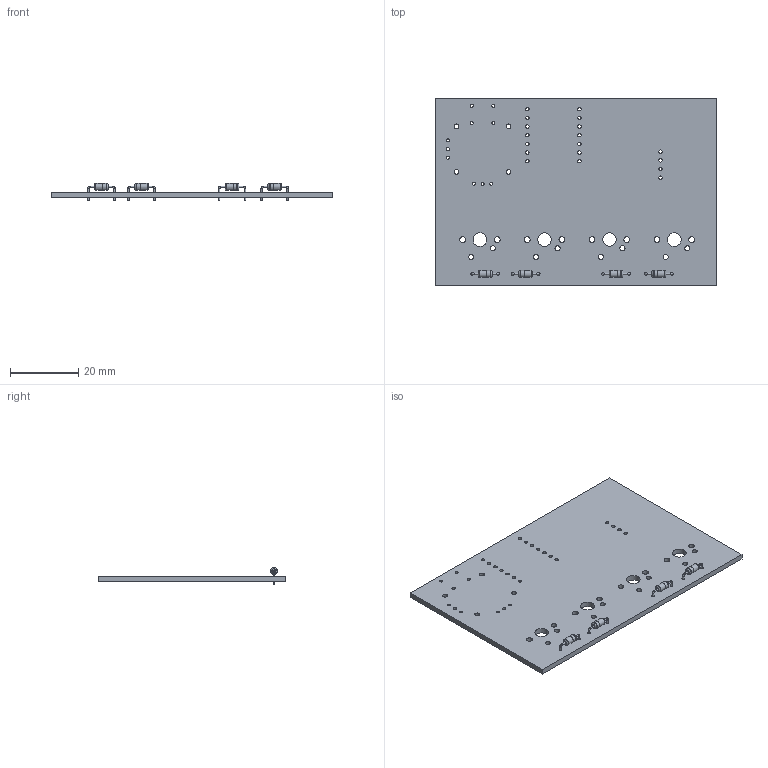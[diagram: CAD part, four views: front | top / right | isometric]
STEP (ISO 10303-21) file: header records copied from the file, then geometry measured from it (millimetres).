
FILE_DESCRIPTION(('KiCad electronic assembly'),'2;1');
FILE_NAME('rowanpad.step','2024-10-14T13:27:45',('Pcbnew'),('Kicad'), 'Open CASCADE STEP processor 7.8','KiCad to STEP converter','Unknown' );
FILE_SCHEMA(('AUTOMOTIVE_DESIGN { 1 0 10303 214 1 1 1 1 }'));
Length unit declared in the file: millimetre
Products named in the file (4): rowanpad 1; D_DO-35_SOD27_P7.62mm_Horizontal; rowanpad_PCB
Assembly tree (6 placements, depth 3):
  rowanpad 1
    D_DO-35_SOD27_P7.62mm_Horizontal  x4
      D_DO-35_SOD27_P7.62mm_Horizontal
    rowanpad_PCB
Bounding box: 82.5 x 55 x 5.01 mm (x, y, z)
Volume: 7139.9 mm3; surface area: 9907.7 mm2
Topology: 9 solids, 9 shells, 130 faces, 288 edges, 184 vertices
Faces by surface type: cylinder 84, plane 30, torus 16
Full cylindrical faces by diameter (mm): 0.5 x12, 0.8 x8, 0.889 x6, 0.899 x4, 1 x18, 1.397 x4, 1.5 x8, 1.7 x8, 2 x8, 2.02 x4, 4 x4
Entity records: 3059 total; most frequent: DIRECTION 532, CARTESIAN_POINT 447, ORIENTED_EDGE 432, AXIS2_PLACEMENT_3D 227, EDGE_CURVE 216, FACE_BOUND 204, EDGE_LOOP 204, VERTEX_POINT 142
